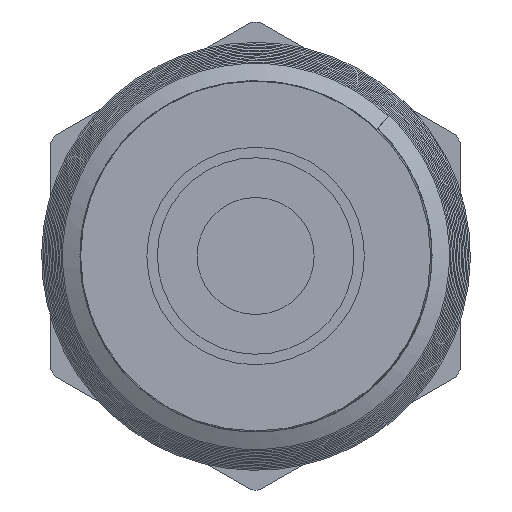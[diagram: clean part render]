
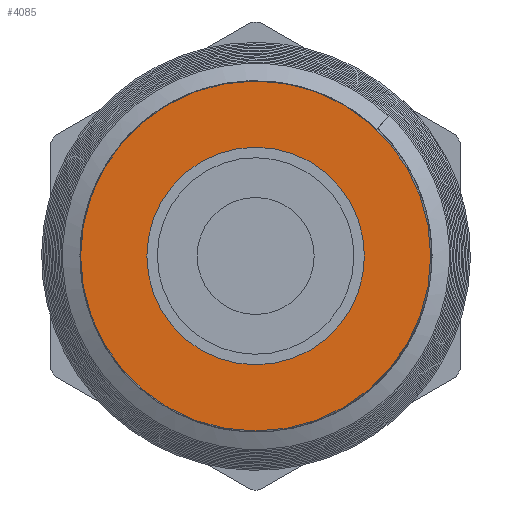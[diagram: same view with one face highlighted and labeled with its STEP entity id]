
A CAD part, front view. The second image highlights one B-rep face of the part: STEP entity #4085.
In plain terms, the highlighted planar face has unit normal (0, -1, 0).
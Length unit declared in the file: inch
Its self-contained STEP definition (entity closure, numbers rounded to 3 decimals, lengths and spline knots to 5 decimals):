
#191 = DIRECTION ( 'NONE',  ( 0., -1., 0. ) ) ;
#194 = EDGE_CURVE ( 'NONE', #8470, #9472, #2649, .T. ) ;
#786 = AXIS2_PLACEMENT_3D ( 'NONE', #6486, #191, #3404 ) ;
#850 = DIRECTION ( 'NONE',  ( 0., 1., 0. ) ) ;
#1049 = VERTEX_POINT ( 'NONE', #4908 ) ;
#1674 = CARTESIAN_POINT ( 'NONE',  ( 0., 0., 0. ) ) ;
#1974 = EDGE_CURVE ( 'NONE', #9472, #8470, #7428, .T. ) ;
#2232 = EDGE_CURVE ( 'NONE', #1049, #3834, #9949, .T. ) ;
#2423 = CARTESIAN_POINT ( 'NONE',  ( -0.2325, 0., 0. ) ) ;
#2649 = CIRCLE ( 'NONE', #786, 0.2325 ) ;
#2743 = EDGE_LOOP ( 'NONE', ( #5912, #4540 ) ) ;
#3320 = FACE_BOUND ( 'NONE', #5971, .T. ) ;
#3404 = DIRECTION ( 'NONE',  ( 1., 0., 0. ) ) ;
#3714 = CIRCLE ( 'NONE', #5911, 0.374 ) ;
#3834 = VERTEX_POINT ( 'NONE', #8899 ) ;
#4085 = ADVANCED_FACE ( 'NONE', ( #3320, #6508 ), #7959, .F. ) ;
#4363 = AXIS2_PLACEMENT_3D ( 'NONE', #5573, #5431, #9513 ) ;
#4540 = ORIENTED_EDGE ( 'NONE', *, *, #2232, .T. ) ;
#4908 = CARTESIAN_POINT ( 'NONE',  ( -0.374, 0., 0. ) ) ;
#4909 = DIRECTION ( 'NONE',  ( 1., 0., 0. ) ) ;
#5431 = DIRECTION ( 'NONE',  ( 0., -1., 0. ) ) ;
#5453 = ORIENTED_EDGE ( 'NONE', *, *, #1974, .F. ) ;
#5505 = DIRECTION ( 'NONE',  ( -1., 0., 0. ) ) ;
#5573 = CARTESIAN_POINT ( 'NONE',  ( 0., 0., 0. ) ) ;
#5579 = CARTESIAN_POINT ( 'NONE',  ( 0., 0., 0. ) ) ;
#5679 = DIRECTION ( 'NONE',  ( 0., -1., 0. ) ) ;
#5716 = AXIS2_PLACEMENT_3D ( 'NONE', #2423, #850, #5505 ) ;
#5911 = AXIS2_PLACEMENT_3D ( 'NONE', #5579, #5679, #7230 ) ;
#5912 = ORIENTED_EDGE ( 'NONE', *, *, #6365, .T. ) ;
#5971 = EDGE_LOOP ( 'NONE', ( #10063, #5453 ) ) ;
#6365 = EDGE_CURVE ( 'NONE', #3834, #1049, #3714, .T. ) ;
#6486 = CARTESIAN_POINT ( 'NONE',  ( 0., 0., 0. ) ) ;
#6508 = FACE_OUTER_BOUND ( 'NONE', #2743, .T. ) ;
#7230 = DIRECTION ( 'NONE',  ( 1., 0., 0. ) ) ;
#7372 = CARTESIAN_POINT ( 'NONE',  ( 0.2325, 0., 0. ) ) ;
#7428 = CIRCLE ( 'NONE', #7930, 0.2325 ) ;
#7814 = CARTESIAN_POINT ( 'NONE',  ( -0.2325, 0., 0. ) ) ;
#7930 = AXIS2_PLACEMENT_3D ( 'NONE', #1674, #10383, #4909 ) ;
#7959 = PLANE ( 'NONE',  #5716 ) ;
#8470 = VERTEX_POINT ( 'NONE', #7372 ) ;
#8899 = CARTESIAN_POINT ( 'NONE',  ( 0.374, 0., 0. ) ) ;
#9472 = VERTEX_POINT ( 'NONE', #7814 ) ;
#9513 = DIRECTION ( 'NONE',  ( 1., 0., 0. ) ) ;
#9949 = CIRCLE ( 'NONE', #4363, 0.374 ) ;
#10063 = ORIENTED_EDGE ( 'NONE', *, *, #194, .F. ) ;
#10383 = DIRECTION ( 'NONE',  ( 0., -1., 0. ) ) ;
